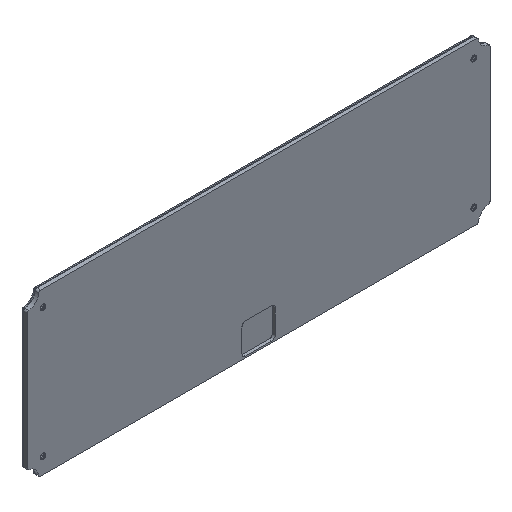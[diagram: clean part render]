
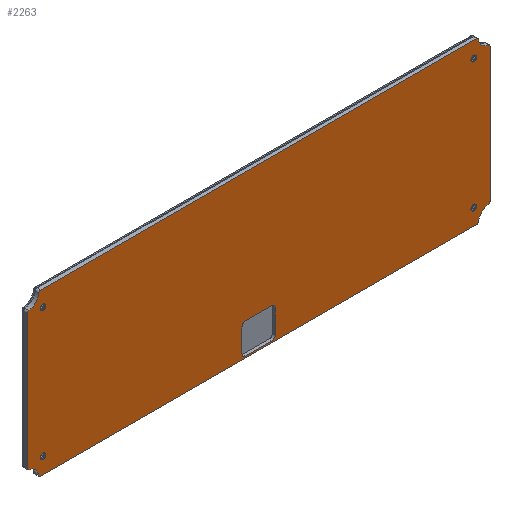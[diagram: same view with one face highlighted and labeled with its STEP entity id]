
A CAD part, isometric view. The second image highlights one B-rep face of the part: STEP entity #2263.
In plain terms, the highlighted planar face has unit normal (0, -1, 0).
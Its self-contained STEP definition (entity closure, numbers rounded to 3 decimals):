
#145=FACE_BOUND('',#378,.T.);
#146=FACE_BOUND('',#379,.T.);
#147=FACE_BOUND('',#380,.T.);
#148=FACE_BOUND('',#381,.T.);
#149=FACE_BOUND('',#382,.T.);
#169=PLANE('',#2510);
#240=FACE_OUTER_BOUND('',#377,.T.);
#377=EDGE_LOOP('',(#1727,#1728,#1729,#1730,#1731,#1732,#1733,#1734,#1735,
#1736,#1737,#1738,#1739,#1740,#1741,#1742));
#378=EDGE_LOOP('',(#1743));
#379=EDGE_LOOP('',(#1744));
#380=EDGE_LOOP('',(#1745));
#381=EDGE_LOOP('',(#1746));
#382=EDGE_LOOP('',(#1747,#1748,#1749,#1750,#1751,#1752,#1753,#1754));
#504=LINE('',#3470,#632);
#509=LINE('',#3486,#637);
#514=LINE('',#3502,#642);
#519=LINE('',#3518,#647);
#529=LINE('',#3560,#657);
#530=LINE('',#3564,#658);
#531=LINE('',#3568,#659);
#532=LINE('',#3572,#660);
#632=VECTOR('',#2879,1000.);
#637=VECTOR('',#2898,1000.);
#642=VECTOR('',#2917,1000.);
#647=VECTOR('',#2936,1000.);
#657=VECTOR('',#2988,1000.);
#658=VECTOR('',#2991,1000.);
#659=VECTOR('',#2994,1000.);
#660=VECTOR('',#2997,1000.);
#802=CIRCLE('',#2467,1.);
#803=CIRCLE('',#2470,1.);
#804=CIRCLE('',#2472,6.6);
#805=CIRCLE('',#2474,1.);
#806=CIRCLE('',#2477,1.);
#807=CIRCLE('',#2479,6.6);
#808=CIRCLE('',#2481,1.);
#809=CIRCLE('',#2484,1.);
#810=CIRCLE('',#2486,6.6);
#811=CIRCLE('',#2488,1.);
#812=CIRCLE('',#2491,1.);
#813=CIRCLE('',#2493,6.6);
#814=CIRCLE('',#2495,1.5);
#816=CIRCLE('',#2498,1.5);
#818=CIRCLE('',#2501,1.5);
#820=CIRCLE('',#2504,1.5);
#822=CIRCLE('',#2511,2.);
#823=CIRCLE('',#2512,2.);
#824=CIRCLE('',#2513,2.);
#825=CIRCLE('',#2514,2.);
#956=VERTEX_POINT('',#3462);
#957=VERTEX_POINT('',#3464);
#958=VERTEX_POINT('',#3468);
#959=VERTEX_POINT('',#3472);
#960=VERTEX_POINT('',#3476);
#961=VERTEX_POINT('',#3480);
#962=VERTEX_POINT('',#3484);
#963=VERTEX_POINT('',#3488);
#964=VERTEX_POINT('',#3492);
#965=VERTEX_POINT('',#3496);
#966=VERTEX_POINT('',#3500);
#967=VERTEX_POINT('',#3504);
#968=VERTEX_POINT('',#3508);
#969=VERTEX_POINT('',#3512);
#970=VERTEX_POINT('',#3516);
#971=VERTEX_POINT('',#3520);
#972=VERTEX_POINT('',#3526);
#974=VERTEX_POINT('',#3532);
#976=VERTEX_POINT('',#3538);
#978=VERTEX_POINT('',#3544);
#980=VERTEX_POINT('',#3558);
#981=VERTEX_POINT('',#3559);
#982=VERTEX_POINT('',#3561);
#983=VERTEX_POINT('',#3563);
#984=VERTEX_POINT('',#3565);
#985=VERTEX_POINT('',#3567);
#986=VERTEX_POINT('',#3569);
#987=VERTEX_POINT('',#3571);
#1218=EDGE_CURVE('',#957,#956,#802,.T.);
#1221=EDGE_CURVE('',#956,#958,#504,.T.);
#1223=EDGE_CURVE('',#958,#959,#803,.T.);
#1225=EDGE_CURVE('',#959,#960,#804,.T.);
#1227=EDGE_CURVE('',#960,#961,#805,.T.);
#1229=EDGE_CURVE('',#962,#961,#509,.T.);
#1231=EDGE_CURVE('',#962,#963,#806,.T.);
#1233=EDGE_CURVE('',#964,#963,#807,.T.);
#1235=EDGE_CURVE('',#964,#965,#808,.T.);
#1237=EDGE_CURVE('',#966,#965,#514,.T.);
#1239=EDGE_CURVE('',#966,#967,#809,.T.);
#1241=EDGE_CURVE('',#967,#968,#810,.T.);
#1243=EDGE_CURVE('',#968,#969,#811,.T.);
#1245=EDGE_CURVE('',#969,#970,#519,.T.);
#1247=EDGE_CURVE('',#970,#971,#812,.T.);
#1248=EDGE_CURVE('',#957,#971,#813,.T.);
#1249=EDGE_CURVE('',#972,#972,#814,.T.);
#1252=EDGE_CURVE('',#974,#974,#816,.T.);
#1255=EDGE_CURVE('',#976,#976,#818,.T.);
#1258=EDGE_CURVE('',#978,#978,#820,.T.);
#1265=EDGE_CURVE('',#980,#981,#529,.T.);
#1266=EDGE_CURVE('',#980,#982,#822,.T.);
#1267=EDGE_CURVE('',#983,#982,#530,.T.);
#1268=EDGE_CURVE('',#983,#984,#823,.T.);
#1269=EDGE_CURVE('',#985,#984,#531,.T.);
#1270=EDGE_CURVE('',#985,#986,#824,.T.);
#1271=EDGE_CURVE('',#987,#986,#532,.T.);
#1272=EDGE_CURVE('',#987,#981,#825,.T.);
#1727=ORIENTED_EDGE('',*,*,#1233,.F.);
#1728=ORIENTED_EDGE('',*,*,#1235,.T.);
#1729=ORIENTED_EDGE('',*,*,#1237,.F.);
#1730=ORIENTED_EDGE('',*,*,#1239,.T.);
#1731=ORIENTED_EDGE('',*,*,#1241,.T.);
#1732=ORIENTED_EDGE('',*,*,#1243,.T.);
#1733=ORIENTED_EDGE('',*,*,#1245,.T.);
#1734=ORIENTED_EDGE('',*,*,#1247,.T.);
#1735=ORIENTED_EDGE('',*,*,#1248,.F.);
#1736=ORIENTED_EDGE('',*,*,#1218,.T.);
#1737=ORIENTED_EDGE('',*,*,#1221,.T.);
#1738=ORIENTED_EDGE('',*,*,#1223,.T.);
#1739=ORIENTED_EDGE('',*,*,#1225,.T.);
#1740=ORIENTED_EDGE('',*,*,#1227,.T.);
#1741=ORIENTED_EDGE('',*,*,#1229,.F.);
#1742=ORIENTED_EDGE('',*,*,#1231,.T.);
#1743=ORIENTED_EDGE('',*,*,#1258,.T.);
#1744=ORIENTED_EDGE('',*,*,#1249,.T.);
#1745=ORIENTED_EDGE('',*,*,#1252,.T.);
#1746=ORIENTED_EDGE('',*,*,#1255,.T.);
#1747=ORIENTED_EDGE('',*,*,#1265,.F.);
#1748=ORIENTED_EDGE('',*,*,#1266,.T.);
#1749=ORIENTED_EDGE('',*,*,#1267,.F.);
#1750=ORIENTED_EDGE('',*,*,#1268,.T.);
#1751=ORIENTED_EDGE('',*,*,#1269,.F.);
#1752=ORIENTED_EDGE('',*,*,#1270,.T.);
#1753=ORIENTED_EDGE('',*,*,#1271,.F.);
#1754=ORIENTED_EDGE('',*,*,#1272,.T.);
#2263=ADVANCED_FACE('',(#240,#145,#146,#147,#148,#149),#169,.F.);
#2467=AXIS2_PLACEMENT_3D('',#3465,#2873,#2874);
#2470=AXIS2_PLACEMENT_3D('',#3474,#2883,#2884);
#2472=AXIS2_PLACEMENT_3D('',#3478,#2888,#2889);
#2474=AXIS2_PLACEMENT_3D('',#3482,#2893,#2894);
#2477=AXIS2_PLACEMENT_3D('',#3490,#2902,#2903);
#2479=AXIS2_PLACEMENT_3D('',#3494,#2907,#2908);
#2481=AXIS2_PLACEMENT_3D('',#3498,#2912,#2913);
#2484=AXIS2_PLACEMENT_3D('',#3506,#2921,#2922);
#2486=AXIS2_PLACEMENT_3D('',#3510,#2926,#2927);
#2488=AXIS2_PLACEMENT_3D('',#3514,#2931,#2932);
#2491=AXIS2_PLACEMENT_3D('',#3522,#2940,#2941);
#2493=AXIS2_PLACEMENT_3D('',#3524,#2944,#2945);
#2495=AXIS2_PLACEMENT_3D('',#3527,#2948,#2949);
#2498=AXIS2_PLACEMENT_3D('',#3533,#2955,#2956);
#2501=AXIS2_PLACEMENT_3D('',#3539,#2962,#2963);
#2504=AXIS2_PLACEMENT_3D('',#3545,#2969,#2970);
#2510=AXIS2_PLACEMENT_3D('',#3557,#2986,#2987);
#2511=AXIS2_PLACEMENT_3D('',#3562,#2989,#2990);
#2512=AXIS2_PLACEMENT_3D('',#3566,#2992,#2993);
#2513=AXIS2_PLACEMENT_3D('',#3570,#2995,#2996);
#2514=AXIS2_PLACEMENT_3D('',#3573,#2998,#2999);
#2873=DIRECTION('center_axis',(0.,-1.,0.));
#2874=DIRECTION('ref_axis',(0.,0.,1.));
#2879=DIRECTION('',(0.,0.,-1.));
#2883=DIRECTION('center_axis',(0.,-1.,0.));
#2884=DIRECTION('ref_axis',(0.,0.,1.));
#2888=DIRECTION('center_axis',(0.,1.,0.));
#2889=DIRECTION('ref_axis',(0.,0.,1.));
#2893=DIRECTION('center_axis',(0.,-1.,0.));
#2894=DIRECTION('ref_axis',(0.,0.,1.));
#2898=DIRECTION('',(-1.,0.,0.));
#2902=DIRECTION('center_axis',(0.,-1.,0.));
#2903=DIRECTION('ref_axis',(0.,0.,1.));
#2907=DIRECTION('center_axis',(0.,-1.,0.));
#2908=DIRECTION('ref_axis',(0.,0.,1.));
#2912=DIRECTION('center_axis',(0.,-1.,0.));
#2913=DIRECTION('ref_axis',(0.,0.,1.));
#2917=DIRECTION('',(0.,0.,-1.));
#2921=DIRECTION('center_axis',(0.,-1.,0.));
#2922=DIRECTION('ref_axis',(0.,0.,1.));
#2926=DIRECTION('center_axis',(0.,1.,0.));
#2927=DIRECTION('ref_axis',(0.,0.,1.));
#2931=DIRECTION('center_axis',(0.,-1.,0.));
#2932=DIRECTION('ref_axis',(0.,0.,1.));
#2936=DIRECTION('',(-1.,0.,0.));
#2940=DIRECTION('center_axis',(0.,-1.,0.));
#2941=DIRECTION('ref_axis',(0.,0.,1.));
#2944=DIRECTION('center_axis',(0.,-1.,0.));
#2945=DIRECTION('ref_axis',(0.,0.,1.));
#2948=DIRECTION('center_axis',(0.,1.,0.));
#2949=DIRECTION('ref_axis',(0.,0.,-1.));
#2955=DIRECTION('center_axis',(0.,1.,0.));
#2956=DIRECTION('ref_axis',(0.,0.,1.));
#2962=DIRECTION('center_axis',(0.,1.,0.));
#2963=DIRECTION('ref_axis',(0.,0.,-1.));
#2969=DIRECTION('center_axis',(0.,1.,0.));
#2970=DIRECTION('ref_axis',(0.,0.,1.));
#2986=DIRECTION('center_axis',(0.,1.,0.));
#2987=DIRECTION('ref_axis',(0.,0.,1.));
#2988=DIRECTION('',(1.,0.,0.));
#2989=DIRECTION('center_axis',(0.,1.,0.));
#2990=DIRECTION('ref_axis',(0.,0.,1.));
#2991=DIRECTION('',(0.,0.,-1.));
#2992=DIRECTION('center_axis',(0.,1.,0.));
#2993=DIRECTION('ref_axis',(0.,0.,1.));
#2994=DIRECTION('',(-1.,0.,0.));
#2995=DIRECTION('center_axis',(0.,1.,0.));
#2996=DIRECTION('ref_axis',(0.,0.,1.));
#2997=DIRECTION('',(0.,0.,1.));
#2998=DIRECTION('center_axis',(0.,1.,0.));
#2999=DIRECTION('ref_axis',(0.,0.,1.));
#3462=CARTESIAN_POINT('',(-128.64,0.,37.542));
#3464=CARTESIAN_POINT('',(-127.784,0.,38.532));
#3465=CARTESIAN_POINT('Origin',(-127.64,0.,37.542));
#3468=CARTESIAN_POINT('',(-128.64,0.,-37.181));
#3470=CARTESIAN_POINT('',(-128.64,0.,0.));
#3472=CARTESIAN_POINT('',(-127.784,0.,-38.17));
#3474=CARTESIAN_POINT('Origin',(-127.64,0.,-37.181));
#3476=CARTESIAN_POINT('',(-122.209,0.,-43.746));
#3478=CARTESIAN_POINT('Origin',(-128.74,0.,-44.701));
#3480=CARTESIAN_POINT('',(-121.22,0.,-44.601));
#3482=CARTESIAN_POINT('Origin',(-121.22,0.,-43.601));
#3484=CARTESIAN_POINT('',(121.232,0.,-44.601));
#3486=CARTESIAN_POINT('',(0.,0.,-44.601));
#3488=CARTESIAN_POINT('',(122.222,0.,-43.746));
#3490=CARTESIAN_POINT('Origin',(121.232,0.,-43.601));
#3492=CARTESIAN_POINT('',(127.797,0.,-38.17));
#3494=CARTESIAN_POINT('Origin',(128.752,0.,-44.701));
#3496=CARTESIAN_POINT('',(128.652,0.,-37.181));
#3498=CARTESIAN_POINT('Origin',(127.652,0.,-37.181));
#3500=CARTESIAN_POINT('',(128.652,0.,37.542));
#3502=CARTESIAN_POINT('',(128.652,0.,0.));
#3504=CARTESIAN_POINT('',(127.797,0.,38.532));
#3506=CARTESIAN_POINT('Origin',(127.652,0.,37.542));
#3508=CARTESIAN_POINT('',(122.222,0.,44.107));
#3510=CARTESIAN_POINT('Origin',(128.752,0.,45.062));
#3512=CARTESIAN_POINT('',(121.232,0.,44.962));
#3514=CARTESIAN_POINT('Origin',(121.232,0.,43.962));
#3516=CARTESIAN_POINT('',(-121.22,0.,44.962));
#3518=CARTESIAN_POINT('',(0.,0.,44.962));
#3520=CARTESIAN_POINT('',(-122.209,0.,44.107));
#3522=CARTESIAN_POINT('Origin',(-121.22,0.,43.962));
#3524=CARTESIAN_POINT('Origin',(-128.74,0.,45.062));
#3526=CARTESIAN_POINT('',(119.752,0.,-37.201));
#3527=CARTESIAN_POINT('Origin',(119.752,0.,-35.701));
#3532=CARTESIAN_POINT('',(119.752,0.,34.562));
#3533=CARTESIAN_POINT('Origin',(119.752,0.,36.062));
#3538=CARTESIAN_POINT('',(-119.74,0.,34.562));
#3539=CARTESIAN_POINT('Origin',(-119.74,0.,36.062));
#3544=CARTESIAN_POINT('',(-119.74,0.,-37.201));
#3545=CARTESIAN_POINT('Origin',(-119.74,0.,-35.701));
#3557=CARTESIAN_POINT('Origin',(128.752,0.,-44.701));
#3558=CARTESIAN_POINT('',(-7.244,0.,-43.701));
#3559=CARTESIAN_POINT('',(7.256,0.,-43.701));
#3560=CARTESIAN_POINT('',(9.256,0.,-43.701));
#3561=CARTESIAN_POINT('',(-9.244,0.,-41.701));
#3562=CARTESIAN_POINT('Origin',(-7.244,0.,-41.701));
#3563=CARTESIAN_POINT('',(-9.244,0.,-28.701));
#3564=CARTESIAN_POINT('',(-9.244,0.,-43.701));
#3565=CARTESIAN_POINT('',(-7.244,0.,-26.701));
#3566=CARTESIAN_POINT('Origin',(-7.244,0.,-28.701));
#3567=CARTESIAN_POINT('',(7.256,0.,-26.701));
#3568=CARTESIAN_POINT('',(-9.244,0.,-26.701));
#3569=CARTESIAN_POINT('',(9.256,0.,-28.701));
#3570=CARTESIAN_POINT('Origin',(7.256,0.,-28.701));
#3571=CARTESIAN_POINT('',(9.256,0.,-41.701));
#3572=CARTESIAN_POINT('',(9.256,0.,-43.701));
#3573=CARTESIAN_POINT('Origin',(7.256,0.,-41.701));
